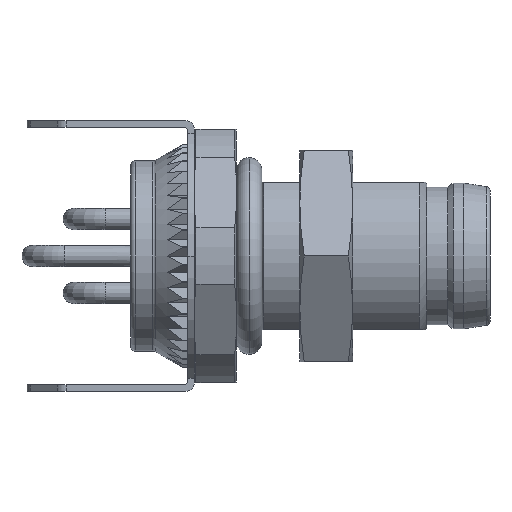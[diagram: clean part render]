
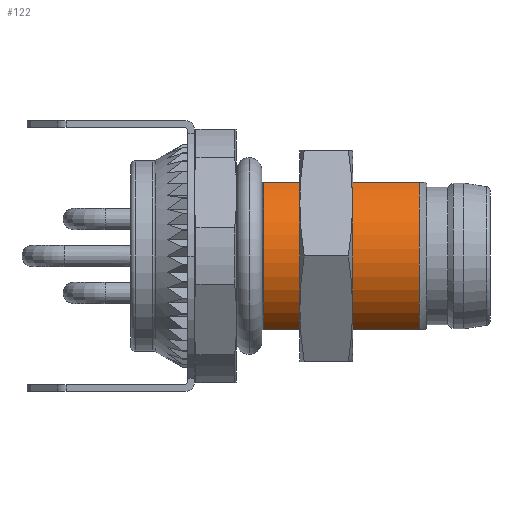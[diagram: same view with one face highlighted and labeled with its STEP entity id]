
A CAD part, front view. The second image highlights one B-rep face of the part: STEP entity #122.
In plain terms, the highlighted cylindrical face has radius 4 mm (diameter 8 mm), a partial arc.
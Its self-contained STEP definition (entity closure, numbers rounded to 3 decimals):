
#122=ADVANCED_FACE('',(#532),#533,.T.);
#532=FACE_OUTER_BOUND('',#3954,.T.);
#533=CYLINDRICAL_SURFACE('',#3955,4.0);
#3954=EDGE_LOOP('',(#7786,#7787,#7788,#7789));
#3955=AXIS2_PLACEMENT_3D('',#7790,#7791,#7792);
#7786=ORIENTED_EDGE('',*,*,#10389,.F.);
#7787=ORIENTED_EDGE('',*,*,#10390,.T.);
#7788=ORIENTED_EDGE('',*,*,#10391,.F.);
#7789=ORIENTED_EDGE('',*,*,#10392,.T.);
#7790=CARTESIAN_POINT('',(9.5,0.0,0.0));
#7791=DIRECTION('',(-1.0,0.0,-0.0));
#7792=DIRECTION('',(0.0,0.0,-1.0));
#10389=EDGE_CURVE('',#11526,#11527,#11528,.T.);
#10390=EDGE_CURVE('',#11526,#11529,#11530,.T.);
#10391=EDGE_CURVE('',#11531,#11529,#11532,.T.);
#10392=EDGE_CURVE('',#11531,#11527,#11533,.T.);
#11526=VERTEX_POINT('',#13990);
#11527=VERTEX_POINT('',#13991);
#11528=LINE('',#13992,#13993);
#11529=VERTEX_POINT('',#13994);
#11530=CIRCLE('',#13995,4.0);
#11531=VERTEX_POINT('',#13996);
#11532=LINE('',#13997,#13998);
#11533=CIRCLE('',#13999,4.0);
#13990=CARTESIAN_POINT('',(6.289,-1.936,3.5));
#13991=CARTESIAN_POINT('',(13.654,-1.936,3.5));
#13992=CARTESIAN_POINT('',(9.5,-1.936,3.5));
#13993=VECTOR('',#16107,1.0);
#13994=CARTESIAN_POINT('',(6.289,-1.936,-3.5));
#13995=AXIS2_PLACEMENT_3D('',#16108,#16109,#16110);
#13996=CARTESIAN_POINT('',(13.654,-1.936,-3.5));
#13997=CARTESIAN_POINT('',(9.5,-1.936,-3.5));
#13998=VECTOR('',#16111,1.0);
#13999=AXIS2_PLACEMENT_3D('',#16112,#16113,#16114);
#16107=DIRECTION('',(1.0,0.0,0.0));
#16108=CARTESIAN_POINT('',(6.289,0.0,0.0));
#16109=DIRECTION('',(1.0,0.0,0.0));
#16110=DIRECTION('',(0.0,0.0,-1.0));
#16111=DIRECTION('',(-1.0,0.0,0.0));
#16112=CARTESIAN_POINT('',(13.654,0.0,0.0));
#16113=DIRECTION('',(-1.0,0.0,0.0));
#16114=DIRECTION('',(0.0,0.0,-1.0));
